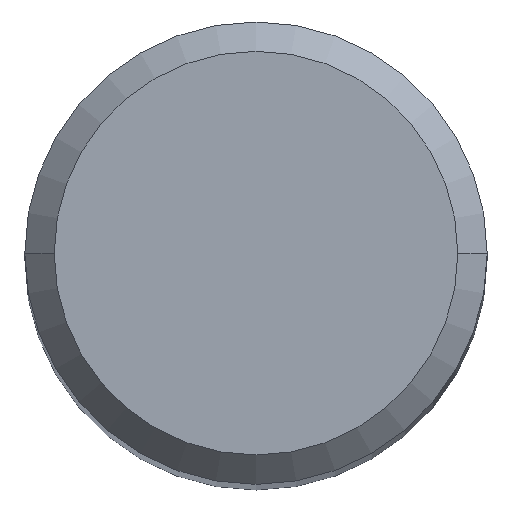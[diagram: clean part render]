
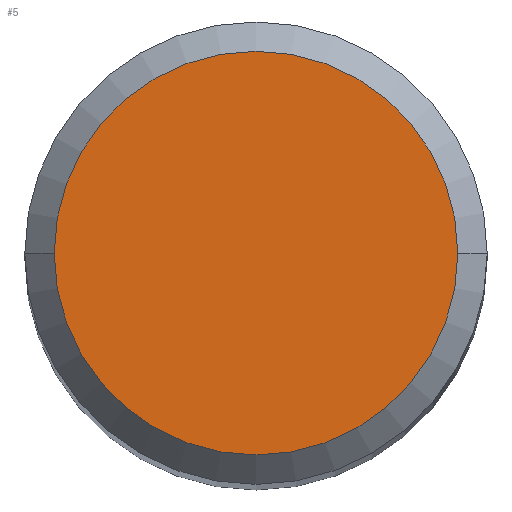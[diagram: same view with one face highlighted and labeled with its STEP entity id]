
A CAD part, top view. The second image highlights one B-rep face of the part: STEP entity #5.
In plain terms, the highlighted planar face has unit normal (0, 0, 1).
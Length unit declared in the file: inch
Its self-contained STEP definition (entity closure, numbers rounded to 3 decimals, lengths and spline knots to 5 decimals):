
#5 = ADVANCED_FACE ( 'NONE', ( #250 ), #203, .T. ) ;
#14 = VERTEX_POINT ( 'NONE', #200 ) ;
#24 = CARTESIAN_POINT ( 'NONE',  ( 0., 0., 2.24409 ) ) ;
#30 = AXIS2_PLACEMENT_3D ( 'NONE', #137, #46, #248 ) ;
#32 = EDGE_LOOP ( 'NONE', ( #183, #56 ) ) ;
#46 = DIRECTION ( 'NONE',  ( 0., 0., 1. ) ) ;
#56 = ORIENTED_EDGE ( 'NONE', *, *, #304, .T. ) ;
#59 = CIRCLE ( 'NONE', #30, 0.10311 ) ;
#104 = CIRCLE ( 'NONE', #315, 0.10311 ) ;
#105 = DIRECTION ( 'NONE',  ( 1., 0., 0. ) ) ;
#109 = CARTESIAN_POINT ( 'NONE',  ( 0., 0., 2.24409 ) ) ;
#122 = VERTEX_POINT ( 'NONE', #181 ) ;
#137 = CARTESIAN_POINT ( 'NONE',  ( 0., 0., 2.24409 ) ) ;
#181 = CARTESIAN_POINT ( 'NONE',  ( -0.10311, 0., 2.24409 ) ) ;
#183 = ORIENTED_EDGE ( 'NONE', *, *, #316, .T. ) ;
#200 = CARTESIAN_POINT ( 'NONE',  ( 0.10311, 0., 2.24409 ) ) ;
#203 = PLANE ( 'NONE',  #376 ) ;
#227 = DIRECTION ( 'NONE',  ( 0., 0., 1. ) ) ;
#248 = DIRECTION ( 'NONE',  ( 1., 0., 0. ) ) ;
#250 = FACE_OUTER_BOUND ( 'NONE', #32, .T. ) ;
#280 = DIRECTION ( 'NONE',  ( 0., 0., 1. ) ) ;
#304 = EDGE_CURVE ( 'NONE', #14, #122, #104, .T. ) ;
#307 = DIRECTION ( 'NONE',  ( 1., 0., 0. ) ) ;
#315 = AXIS2_PLACEMENT_3D ( 'NONE', #24, #280, #307 ) ;
#316 = EDGE_CURVE ( 'NONE', #122, #14, #59, .T. ) ;
#376 = AXIS2_PLACEMENT_3D ( 'NONE', #109, #227, #105 ) ;
